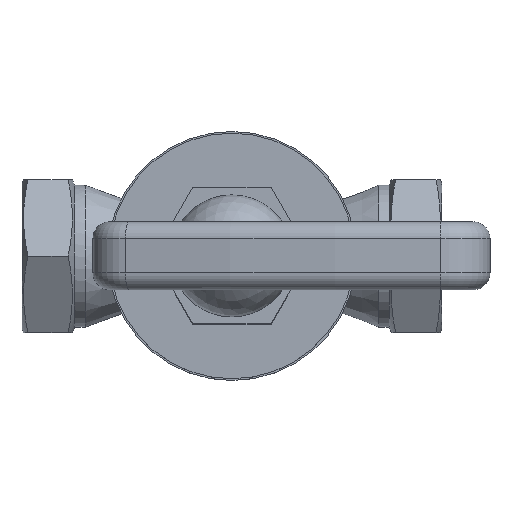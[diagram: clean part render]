
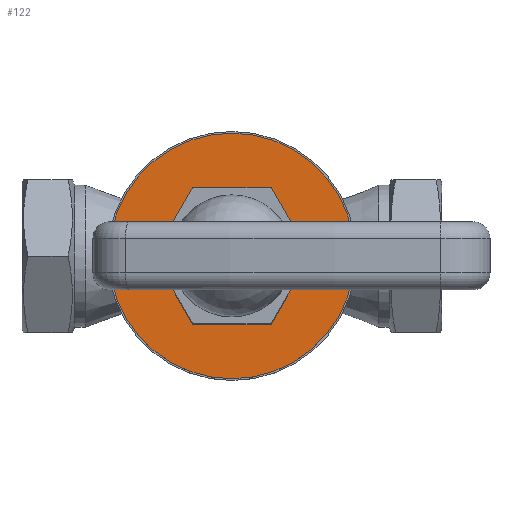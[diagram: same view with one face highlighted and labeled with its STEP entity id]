
A CAD part, top view. The second image highlights one B-rep face of the part: STEP entity #122.
In plain terms, the highlighted planar face has unit normal (0, 0, 1).
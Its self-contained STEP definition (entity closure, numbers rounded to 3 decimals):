
#122 = ADVANCED_FACE( '', ( #271, #272 ), #273, .T. );
#271 = FACE_BOUND( '', #469, .T. );
#272 = FACE_OUTER_BOUND( '', #470, .T. );
#273 = PLANE( '', #471 );
#469 = EDGE_LOOP( '', ( #921, #922, #923, #924, #925, #926 ) );
#470 = EDGE_LOOP( '', ( #927 ) );
#471 = AXIS2_PLACEMENT_3D( '', #928, #929, #930 );
#921 = ORIENTED_EDGE( '', *, *, #1369, .T. );
#922 = ORIENTED_EDGE( '', *, *, #1367, .T. );
#923 = ORIENTED_EDGE( '', *, *, #1365, .T. );
#924 = ORIENTED_EDGE( '', *, *, #1363, .T. );
#925 = ORIENTED_EDGE( '', *, *, #1361, .T. );
#926 = ORIENTED_EDGE( '', *, *, #1358, .T. );
#927 = ORIENTED_EDGE( '', *, *, #1370, .F. );
#928 = CARTESIAN_POINT( '', ( -21.65, 0., 26.5 ) );
#929 = DIRECTION( '', ( 0., 0., 1. ) );
#930 = DIRECTION( '', ( 1., 0., 0. ) );
#1358 = EDGE_CURVE( '', #1655, #1656, #1657, .T. );
#1361 = EDGE_CURVE( '', #1660, #1655, #1661, .T. );
#1363 = EDGE_CURVE( '', #1663, #1660, #1664, .T. );
#1365 = EDGE_CURVE( '', #1666, #1663, #1667, .T. );
#1367 = EDGE_CURVE( '', #1669, #1666, #1670, .T. );
#1369 = EDGE_CURVE( '', #1656, #1669, #1672, .T. );
#1370 = EDGE_CURVE( '', #1673, #1673, #1674, .T. );
#1655 = VERTEX_POINT( '', #2478 );
#1656 = VERTEX_POINT( '', #2479 );
#1657 = LINE( '', #2480, #2481 );
#1660 = VERTEX_POINT( '', #2486 );
#1661 = LINE( '', #2487, #2488 );
#1663 = VERTEX_POINT( '', #2491 );
#1664 = LINE( '', #2492, #2493 );
#1666 = VERTEX_POINT( '', #2496 );
#1667 = LINE( '', #2497, #2498 );
#1669 = VERTEX_POINT( '', #2501 );
#1670 = LINE( '', #2502, #2503 );
#1672 = LINE( '', #2506, #2507 );
#1673 = VERTEX_POINT( '', #2508 );
#1674 = CIRCLE( '', #2509, 21.65 );
#2478 = CARTESIAN_POINT( '', ( 6.928, 12., 26.5 ) );
#2479 = CARTESIAN_POINT( '', ( 13.856, 0., 26.5 ) );
#2480 = CARTESIAN_POINT( '', ( 6.928, 12., 26.5 ) );
#2481 = VECTOR( '', #2804, 1000. );
#2486 = CARTESIAN_POINT( '', ( -6.928, 12., 26.5 ) );
#2487 = CARTESIAN_POINT( '', ( -6.928, 12., 26.5 ) );
#2488 = VECTOR( '', #2807, 1000. );
#2491 = CARTESIAN_POINT( '', ( -13.856, 0., 26.5 ) );
#2492 = CARTESIAN_POINT( '', ( -13.856, 0., 26.5 ) );
#2493 = VECTOR( '', #2809, 1000. );
#2496 = CARTESIAN_POINT( '', ( -6.928, -12., 26.5 ) );
#2497 = CARTESIAN_POINT( '', ( -6.928, -12., 26.5 ) );
#2498 = VECTOR( '', #2811, 1000. );
#2501 = CARTESIAN_POINT( '', ( 6.928, -12., 26.5 ) );
#2502 = CARTESIAN_POINT( '', ( 6.928, -12., 26.5 ) );
#2503 = VECTOR( '', #2813, 1000. );
#2506 = CARTESIAN_POINT( '', ( 13.856, 0., 26.5 ) );
#2507 = VECTOR( '', #2815, 1000. );
#2508 = CARTESIAN_POINT( '', ( -21.65, 0., 26.5 ) );
#2509 = AXIS2_PLACEMENT_3D( '', #2816, #2817, #2818 );
#2804 = DIRECTION( '', ( 0.5, -0.866, 0. ) );
#2807 = DIRECTION( '', ( 1., 0., 0. ) );
#2809 = DIRECTION( '', ( 0.5, 0.866, 0. ) );
#2811 = DIRECTION( '', ( -0.5, 0.866, 0. ) );
#2813 = DIRECTION( '', ( -1., 0., 0. ) );
#2815 = DIRECTION( '', ( -0.5, -0.866, 0. ) );
#2816 = CARTESIAN_POINT( '', ( 0., 0., 26.5 ) );
#2817 = DIRECTION( '', ( 0., 0., -1. ) );
#2818 = DIRECTION( '', ( -1., 0., 0. ) );
